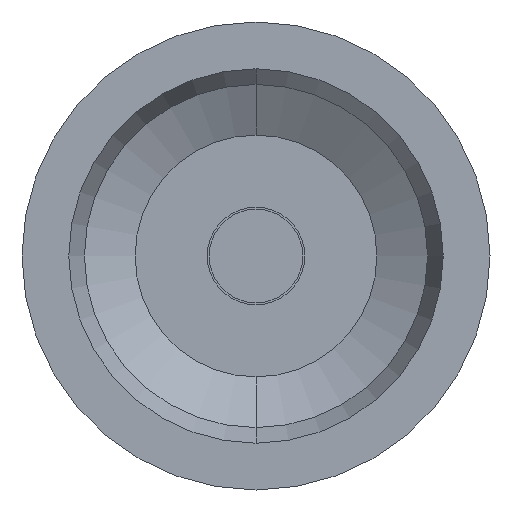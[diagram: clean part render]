
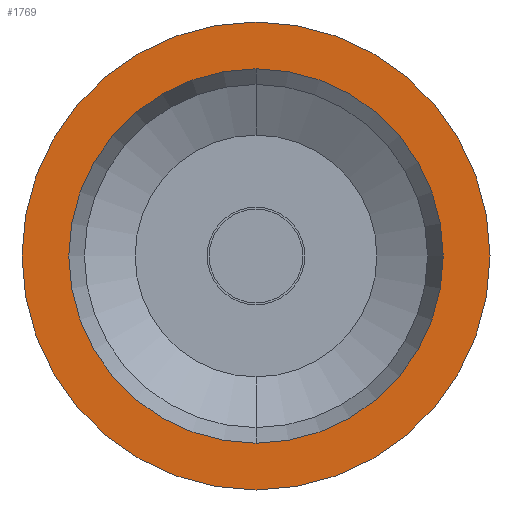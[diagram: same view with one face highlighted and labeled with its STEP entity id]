
A CAD part, front view. The second image highlights one B-rep face of the part: STEP entity #1769.
In plain terms, the highlighted planar face has unit normal (0, -1, 0).
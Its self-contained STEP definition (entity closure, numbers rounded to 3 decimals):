
#106 = AXIS2_PLACEMENT_3D ( 'NONE', #1328, #181, #316 ) ;
#172 = CARTESIAN_POINT ( 'NONE',  ( 0., 0., -30. ) ) ;
#181 = DIRECTION ( 'NONE',  ( 0., 1., 0. ) ) ;
#289 = CARTESIAN_POINT ( 'NONE',  ( 0., 0., 0. ) ) ;
#316 = DIRECTION ( 'NONE',  ( 0., 0., 1. ) ) ;
#339 = CIRCLE ( 'NONE', #1019, 30. ) ;
#367 = EDGE_LOOP ( 'NONE', ( #1292, #1369 ) ) ;
#424 = DIRECTION ( 'NONE',  ( 0., 0., -1. ) ) ;
#445 = CARTESIAN_POINT ( 'NONE',  ( 0., 0., -24. ) ) ;
#464 = EDGE_CURVE ( 'NONE', #1809, #745, #339, .T. ) ;
#484 = CARTESIAN_POINT ( 'NONE',  ( 0., 0., 0. ) ) ;
#494 = CARTESIAN_POINT ( 'NONE',  ( 0., 0., 30. ) ) ;
#617 = CARTESIAN_POINT ( 'NONE',  ( 0., 0., 24. ) ) ;
#621 = DIRECTION ( 'NONE',  ( 0., 1., 0. ) ) ;
#626 = VERTEX_POINT ( 'NONE', #617 ) ;
#641 = CARTESIAN_POINT ( 'NONE',  ( -30., 0., 0. ) ) ;
#745 = VERTEX_POINT ( 'NONE', #494 ) ;
#833 = EDGE_CURVE ( 'NONE', #745, #1809, #1222, .T. ) ;
#1016 = CIRCLE ( 'NONE', #1256, 24. ) ;
#1019 = AXIS2_PLACEMENT_3D ( 'NONE', #1020, #1750, #1161 ) ;
#1020 = CARTESIAN_POINT ( 'NONE',  ( 0., 0., 0. ) ) ;
#1022 = DIRECTION ( 'NONE',  ( 0., 1., 0. ) ) ;
#1041 = EDGE_LOOP ( 'NONE', ( #1395, #1522 ) ) ;
#1052 = AXIS2_PLACEMENT_3D ( 'NONE', #641, #1466, #424 ) ;
#1105 = DIRECTION ( 'NONE',  ( 0., 0., 1. ) ) ;
#1161 = DIRECTION ( 'NONE',  ( 0., 0., 1. ) ) ;
#1222 = CIRCLE ( 'NONE', #106, 30. ) ;
#1254 = CIRCLE ( 'NONE', #1555, 24. ) ;
#1256 = AXIS2_PLACEMENT_3D ( 'NONE', #484, #621, #1650 ) ;
#1268 = FACE_BOUND ( 'NONE', #367, .T. ) ;
#1292 = ORIENTED_EDGE ( 'NONE', *, *, #1441, .T. ) ;
#1328 = CARTESIAN_POINT ( 'NONE',  ( 0., 0., 0. ) ) ;
#1369 = ORIENTED_EDGE ( 'NONE', *, *, #1864, .T. ) ;
#1395 = ORIENTED_EDGE ( 'NONE', *, *, #833, .F. ) ;
#1419 = FACE_OUTER_BOUND ( 'NONE', #1041, .T. ) ;
#1441 = EDGE_CURVE ( 'NONE', #1499, #626, #1254, .T. ) ;
#1466 = DIRECTION ( 'NONE',  ( 0., -1., 0. ) ) ;
#1499 = VERTEX_POINT ( 'NONE', #445 ) ;
#1522 = ORIENTED_EDGE ( 'NONE', *, *, #464, .F. ) ;
#1555 = AXIS2_PLACEMENT_3D ( 'NONE', #289, #1022, #1105 ) ;
#1650 = DIRECTION ( 'NONE',  ( 0., 0., 1. ) ) ;
#1750 = DIRECTION ( 'NONE',  ( 0., 1., 0. ) ) ;
#1769 = ADVANCED_FACE ( 'NONE', ( #1268, #1419 ), #1881, .T. ) ;
#1809 = VERTEX_POINT ( 'NONE', #172 ) ;
#1864 = EDGE_CURVE ( 'NONE', #626, #1499, #1016, .T. ) ;
#1881 = PLANE ( 'NONE',  #1052 ) ;
